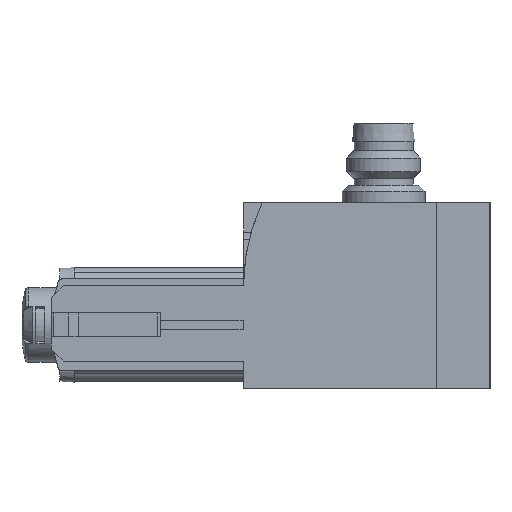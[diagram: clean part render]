
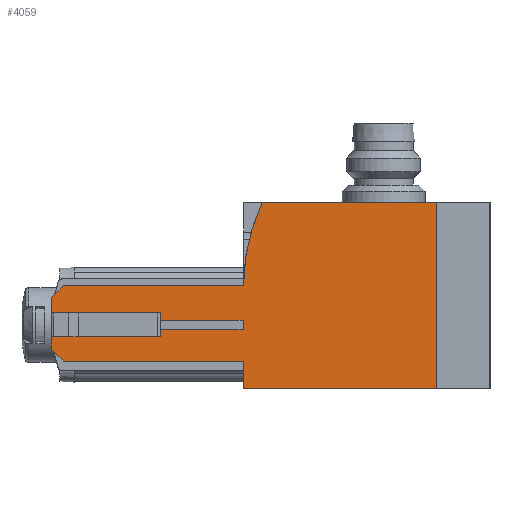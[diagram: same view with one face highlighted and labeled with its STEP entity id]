
A CAD part, left-side view. The second image highlights one B-rep face of the part: STEP entity #4059.
In plain terms, the highlighted planar face has unit normal (-1, 0, 0).
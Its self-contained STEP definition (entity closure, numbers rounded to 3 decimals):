
#169=LINE('',#6303,#490);
#173=LINE('',#6311,#494);
#177=LINE('',#6319,#498);
#184=LINE('',#6337,#505);
#187=LINE('',#6344,#508);
#189=LINE('',#6350,#510);
#193=LINE('',#6359,#514);
#195=LINE('',#6363,#516);
#196=LINE('',#6365,#517);
#197=LINE('',#6366,#518);
#198=LINE('',#6367,#519);
#199=LINE('',#6369,#520);
#200=LINE('',#6371,#521);
#201=LINE('',#6372,#522);
#202=LINE('',#6374,#523);
#203=LINE('',#6376,#524);
#204=LINE('',#6377,#525);
#490=VECTOR('',#5075,1000.);
#494=VECTOR('',#5081,1000.);
#498=VECTOR('',#5087,1000.);
#505=VECTOR('',#5102,1000.);
#508=VECTOR('',#5107,1000.);
#510=VECTOR('',#5113,1000.);
#514=VECTOR('',#5119,1000.);
#516=VECTOR('',#5123,1000.);
#517=VECTOR('',#5124,1000.);
#518=VECTOR('',#5125,1000.);
#519=VECTOR('',#5126,1000.);
#520=VECTOR('',#5127,1000.);
#521=VECTOR('',#5128,1000.);
#522=VECTOR('',#5129,1000.);
#523=VECTOR('',#5130,1000.);
#524=VECTOR('',#5131,1000.);
#525=VECTOR('',#5132,1000.);
#798=PLANE('',#4442);
#1150=ORIENTED_EDGE('',*,*,#2098,.F.);
#1151=ORIENTED_EDGE('',*,*,#2094,.F.);
#1152=ORIENTED_EDGE('',*,*,#2119,.T.);
#1153=ORIENTED_EDGE('',*,*,#2120,.F.);
#1154=ORIENTED_EDGE('',*,*,#2113,.F.);
#1155=ORIENTED_EDGE('',*,*,#2103,.T.);
#1156=ORIENTED_EDGE('',*,*,#2107,.F.);
#1157=ORIENTED_EDGE('',*,*,#2121,.F.);
#1158=ORIENTED_EDGE('',*,*,#2117,.T.);
#1159=ORIENTED_EDGE('',*,*,#2122,.F.);
#1160=ORIENTED_EDGE('',*,*,#2123,.F.);
#1161=ORIENTED_EDGE('',*,*,#2124,.F.);
#1162=ORIENTED_EDGE('',*,*,#2090,.F.);
#1163=ORIENTED_EDGE('',*,*,#2125,.F.);
#1164=ORIENTED_EDGE('',*,*,#2126,.F.);
#1165=ORIENTED_EDGE('',*,*,#2127,.F.);
#1166=ORIENTED_EDGE('',*,*,#2110,.T.);
#1167=ORIENTED_EDGE('',*,*,#2128,.F.);
#2090=EDGE_CURVE('',#2615,#2616,#169,.T.);
#2094=EDGE_CURVE('',#2618,#2619,#173,.T.);
#2098=EDGE_CURVE('',#2619,#2622,#177,.T.);
#2103=EDGE_CURVE('',#2626,#2625,#2980,.T.);
#2107=EDGE_CURVE('',#2628,#2625,#184,.T.);
#2110=EDGE_CURVE('',#2632,#2631,#187,.T.);
#2113=EDGE_CURVE('',#2626,#2634,#189,.T.);
#2117=EDGE_CURVE('',#2638,#2637,#193,.T.);
#2119=EDGE_CURVE('',#2618,#2639,#195,.T.);
#2120=EDGE_CURVE('',#2634,#2639,#196,.T.);
#2121=EDGE_CURVE('',#2638,#2628,#197,.T.);
#2122=EDGE_CURVE('',#2640,#2637,#198,.T.);
#2123=EDGE_CURVE('',#2641,#2640,#199,.T.);
#2124=EDGE_CURVE('',#2616,#2641,#200,.T.);
#2125=EDGE_CURVE('',#2642,#2615,#201,.T.);
#2126=EDGE_CURVE('',#2643,#2642,#202,.T.);
#2127=EDGE_CURVE('',#2632,#2643,#203,.T.);
#2128=EDGE_CURVE('',#2622,#2631,#204,.T.);
#2615=VERTEX_POINT('',#6302);
#2616=VERTEX_POINT('',#6304);
#2618=VERTEX_POINT('',#6310);
#2619=VERTEX_POINT('',#6312);
#2622=VERTEX_POINT('',#6320);
#2625=VERTEX_POINT('',#6328);
#2626=VERTEX_POINT('',#6330);
#2628=VERTEX_POINT('',#6336);
#2631=VERTEX_POINT('',#6343);
#2632=VERTEX_POINT('',#6345);
#2634=VERTEX_POINT('',#6351);
#2637=VERTEX_POINT('',#6358);
#2638=VERTEX_POINT('',#6360);
#2639=VERTEX_POINT('',#6364);
#2640=VERTEX_POINT('',#6368);
#2641=VERTEX_POINT('',#6370);
#2642=VERTEX_POINT('',#6373);
#2643=VERTEX_POINT('',#6375);
#2980=CIRCLE('',#4436,20.95);
#3240=EDGE_LOOP('',(#1150,#1151,#1152,#1153,#1154,#1155,#1156,#1157,#1158,
#1159,#1160,#1161,#1162,#1163,#1164,#1165,#1166,#1167));
#3647=FACE_BOUND('',#3240,.T.);
#4059=ADVANCED_FACE('',(#3647),#798,.F.);
#4436=AXIS2_PLACEMENT_3D('',#6329,#5095,#5096);
#4442=AXIS2_PLACEMENT_3D('',#6362,#5121,#5122);
#5075=DIRECTION('',(0.,0.,1.));
#5081=DIRECTION('',(0.,0.,1.));
#5087=DIRECTION('',(0.,1.,0.));
#5095=DIRECTION('',(-1.,0.,0.));
#5096=DIRECTION('',(0.,0.,1.));
#5102=DIRECTION('',(0.,-1.,0.));
#5107=DIRECTION('',(0.,0.,-1.));
#5113=DIRECTION('',(0.,-1.,0.));
#5119=DIRECTION('',(0.,0.,-1.));
#5121=DIRECTION('',(1.,0.,0.));
#5122=DIRECTION('',(0.,0.,-1.));
#5123=DIRECTION('',(0.,-1.,0.));
#5124=DIRECTION('',(0.,0.,-1.));
#5125=DIRECTION('',(0.,-0.707,0.707));
#5126=DIRECTION('',(0.,1.,0.));
#5127=DIRECTION('',(0.,0.,1.));
#5128=DIRECTION('',(0.,1.,0.));
#5129=DIRECTION('',(0.,-1.,0.));
#5130=DIRECTION('',(0.,0.,1.));
#5131=DIRECTION('',(0.,-1.,0.));
#5132=DIRECTION('',(0.,0.707,0.707));
#6302=CARTESIAN_POINT('',(0.,21.,-3.675));
#6303=CARTESIAN_POINT('',(0.,21.,-3.675));
#6304=CARTESIAN_POINT('',(0.,21.,-2.675));
#6310=CARTESIAN_POINT('',(0.,20.95,-10.1));
#6311=CARTESIAN_POINT('',(0.,20.95,-10.1));
#6312=CARTESIAN_POINT('',(0.,20.95,-7.1));
#6319=CARTESIAN_POINT('',(0.,20.95,-7.1));
#6320=CARTESIAN_POINT('',(0.,40.5,-7.1));
#6328=CARTESIAN_POINT('',(0.,20.95,1.075));
#6329=CARTESIAN_POINT('',(0.,0.,1.075));
#6330=CARTESIAN_POINT('',(0.,18.906,10.1));
#6336=CARTESIAN_POINT('',(0.,40.5,1.075));
#6337=CARTESIAN_POINT('',(0.,40.5,1.075));
#6343=CARTESIAN_POINT('',(0.,41.8,-5.8));
#6344=CARTESIAN_POINT('',(0.,41.8,10.1));
#6345=CARTESIAN_POINT('',(0.,41.8,-4.475));
#6350=CARTESIAN_POINT('',(0.,41.8,10.1));
#6351=CARTESIAN_POINT('',(0.,0.,10.1));
#6358=CARTESIAN_POINT('',(0.,41.8,-1.875));
#6359=CARTESIAN_POINT('',(0.,41.8,10.1));
#6360=CARTESIAN_POINT('',(0.,41.8,-0.225));
#6362=CARTESIAN_POINT('',(0.,41.8,10.1));
#6363=CARTESIAN_POINT('',(0.,41.8,-10.1));
#6364=CARTESIAN_POINT('',(0.,0.,-10.1));
#6365=CARTESIAN_POINT('',(0.,0.,10.1));
#6366=CARTESIAN_POINT('',(0.,42.,-0.425));
#6367=CARTESIAN_POINT('',(0.,30.,-1.875));
#6368=CARTESIAN_POINT('',(0.,30.,-1.875));
#6369=CARTESIAN_POINT('',(0.,30.,-2.675));
#6370=CARTESIAN_POINT('',(0.,30.,-2.675));
#6371=CARTESIAN_POINT('',(0.,21.,-2.675));
#6372=CARTESIAN_POINT('',(0.,30.,-3.675));
#6373=CARTESIAN_POINT('',(0.,30.,-3.675));
#6374=CARTESIAN_POINT('',(0.,30.,-4.475));
#6375=CARTESIAN_POINT('',(0.,30.,-4.475));
#6376=CARTESIAN_POINT('',(0.,42.,-4.475));
#6377=CARTESIAN_POINT('',(0.,40.5,-7.1));
